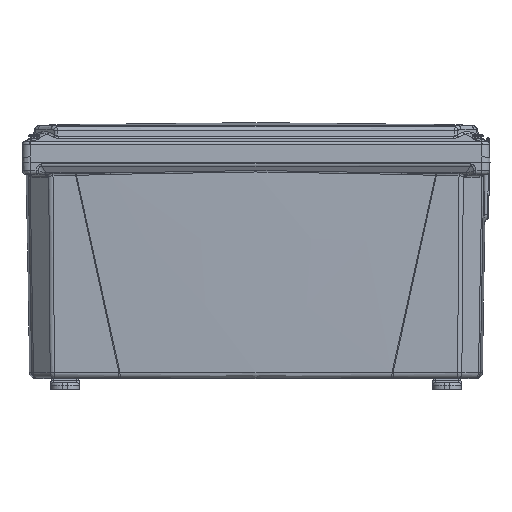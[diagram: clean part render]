
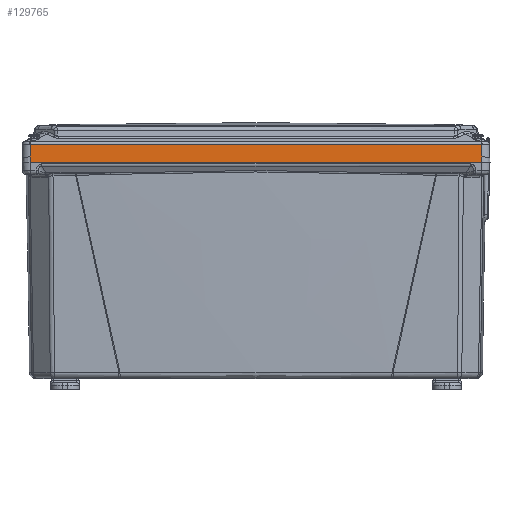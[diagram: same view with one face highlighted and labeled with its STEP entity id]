
A CAD part, front view. The second image highlights one B-rep face of the part: STEP entity #129765.
In plain terms, the highlighted planar face has unit normal (0, -1, 0.026).
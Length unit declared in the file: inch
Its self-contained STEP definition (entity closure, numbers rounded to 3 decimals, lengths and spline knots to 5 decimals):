
#2145 = DIRECTION ( 'NONE',  ( -0.026, 0.026, 0.999 ) ) ;
#5437 = ORIENTED_EDGE ( 'NONE', *, *, #68987, .T. ) ;
#19354 = VERTEX_POINT ( 'NONE', #127451 ) ;
#19526 = CARTESIAN_POINT ( 'NONE',  ( -7.09809, -8.348, 0.18 ) ) ;
#23637 = VERTEX_POINT ( 'NONE', #19526 ) ;
#28493 = EDGE_CURVE ( 'NONE', #62181, #161593, #72680, .T. ) ;
#31243 = EDGE_CURVE ( 'NONE', #23637, #132482, #67759, .T. ) ;
#44052 = DIRECTION ( 'NONE',  ( 0., 0.026, 1. ) ) ;
#44366 = DIRECTION ( 'NONE',  ( 0., -0.026, -1. ) ) ;
#59023 = CARTESIAN_POINT ( 'NONE',  ( 7.09809, -8.35271, 0. ) ) ;
#60454 = EDGE_LOOP ( 'NONE', ( #5437, #125007, #154042, #107632, #189158, #102210 ) ) ;
#61074 = CARTESIAN_POINT ( 'NONE',  ( 7.09809, -8.348, 0.18 ) ) ;
#62181 = VERTEX_POINT ( 'NONE', #61074 ) ;
#62735 = CARTESIAN_POINT ( 'NONE',  ( 7.08745, -8.33737, 0.58607 ) ) ;
#64305 = DIRECTION ( 'NONE',  ( 0., -1., 0.026 ) ) ;
#67759 = LINE ( 'NONE', #137083, #189321 ) ;
#68763 = VECTOR ( 'NONE', #89110, 39.37008 ) ;
#68987 = EDGE_CURVE ( 'NONE', #205130, #62181, #79850, .T. ) ;
#72680 = LINE ( 'NONE', #97033, #171730 ) ;
#77932 = DIRECTION ( 'NONE',  ( 1., 0., 0. ) ) ;
#79850 = LINE ( 'NONE', #200521, #159099 ) ;
#88315 = FACE_OUTER_BOUND ( 'NONE', #60454, .T. ) ;
#89110 = DIRECTION ( 'NONE',  ( 1., 0., 0. ) ) ;
#94384 = CARTESIAN_POINT ( 'NONE',  ( -7.08745, -8.33737, 0.58607 ) ) ;
#97033 = CARTESIAN_POINT ( 'NONE',  ( 7.09809, -8.348, 0.18 ) ) ;
#102210 = ORIENTED_EDGE ( 'NONE', *, *, #142717, .T. ) ;
#107632 = ORIENTED_EDGE ( 'NONE', *, *, #193994, .T. ) ;
#108950 = VECTOR ( 'NONE', #128895, 39.37008 ) ;
#115715 = LINE ( 'NONE', #184635, #68763 ) ;
#125007 = ORIENTED_EDGE ( 'NONE', *, *, #28493, .T. ) ;
#125614 = EDGE_CURVE ( 'NONE', #19354, #161593, #115715, .T. ) ;
#125901 = CARTESIAN_POINT ( 'NONE',  ( -8.6416, -8.348, 0.18 ) ) ;
#127451 = CARTESIAN_POINT ( 'NONE',  ( -7.08745, -8.33737, 0.58607 ) ) ;
#128895 = DIRECTION ( 'NONE',  ( -0.026, -0.026, -0.999 ) ) ;
#129765 = ADVANCED_FACE ( 'NONE', ( #88315 ), #204868, .T. ) ;
#132482 = VERTEX_POINT ( 'NONE', #161880 ) ;
#134278 = LINE ( 'NONE', #189283, #176365 ) ;
#137083 = CARTESIAN_POINT ( 'NONE',  ( -7.09809, -8.348, 0.18 ) ) ;
#138698 = LINE ( 'NONE', #94384, #108950 ) ;
#142717 = EDGE_CURVE ( 'NONE', #132482, #205130, #134278, .T. ) ;
#154042 = ORIENTED_EDGE ( 'NONE', *, *, #125614, .F. ) ;
#156424 = DIRECTION ( 'NONE',  ( 0., 0.026, 1. ) ) ;
#159099 = VECTOR ( 'NONE', #44052, 39.37008 ) ;
#161593 = VERTEX_POINT ( 'NONE', #62735 ) ;
#161880 = CARTESIAN_POINT ( 'NONE',  ( -7.09809, -8.35271, 0. ) ) ;
#171730 = VECTOR ( 'NONE', #2145, 39.37008 ) ;
#176365 = VECTOR ( 'NONE', #77932, 39.37008 ) ;
#184635 = CARTESIAN_POINT ( 'NONE',  ( 7.14007, -8.33737, 0.58607 ) ) ;
#189158 = ORIENTED_EDGE ( 'NONE', *, *, #31243, .T. ) ;
#189283 = CARTESIAN_POINT ( 'NONE',  ( -8.6416, -8.35271, 0. ) ) ;
#189321 = VECTOR ( 'NONE', #44366, 39.37008 ) ;
#193994 = EDGE_CURVE ( 'NONE', #19354, #23637, #138698, .T. ) ;
#200521 = CARTESIAN_POINT ( 'NONE',  ( 7.09809, -8.348, 0.18 ) ) ;
#204387 = AXIS2_PLACEMENT_3D ( 'NONE', #125901, #64305, #156424 ) ;
#204868 = PLANE ( 'NONE',  #204387 ) ;
#205130 = VERTEX_POINT ( 'NONE', #59023 ) ;
